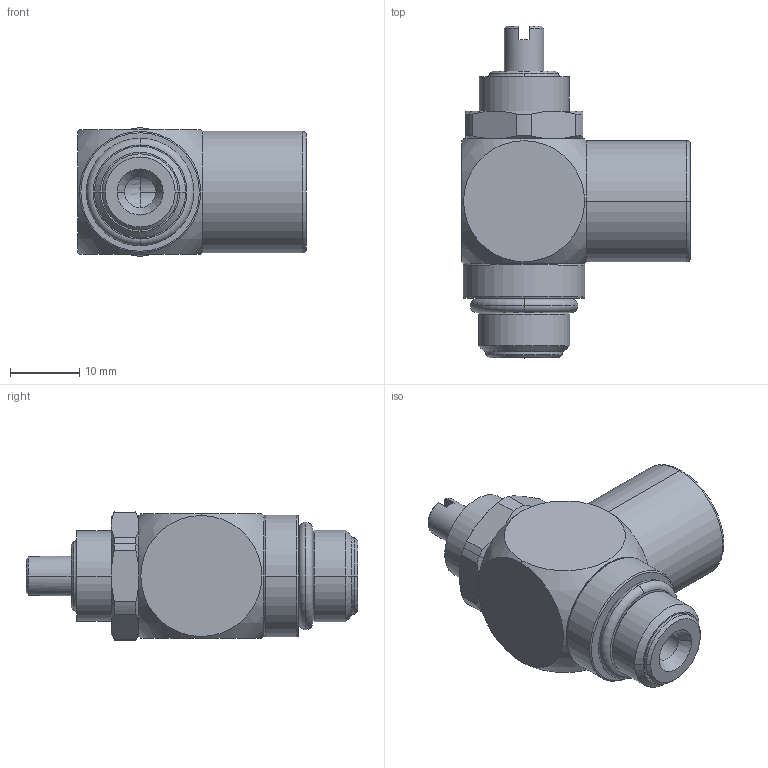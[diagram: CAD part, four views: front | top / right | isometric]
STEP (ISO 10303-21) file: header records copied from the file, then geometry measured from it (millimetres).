
FILE_DESCRIPTION(('STEP AP214'),'1');
FILE_NAME('7810_13_13.stp','2016-07-07T14:20:01',('TraceParts'),('TraceParts S.A.'),'Spatial InterOp 3D',' ',' ');
FILE_SCHEMA(('automotive_design'));
Length unit declared in the file: millimetre
Products named in the file (1): 1
Bounding box: 32.99 x 47.9 x 18.49 mm (x, y, z)
Volume: 11221.4 mm3; surface area: 4903.9 mm2
Topology: 1 solids, 1 shells, 106 faces, 251 edges, 158 vertices
Faces by surface type: cone 32, cylinder 32, plane 27, torus 12, sphere 3
Entity records: 3137 total; most frequent: CARTESIAN_POINT 618, DIRECTION 592, ORIENTED_EDGE 498, AXIS2_PLACEMENT_3D 264, EDGE_CURVE 249, VERTEX_POINT 158, CIRCLE 155, EDGE_LOOP 121
